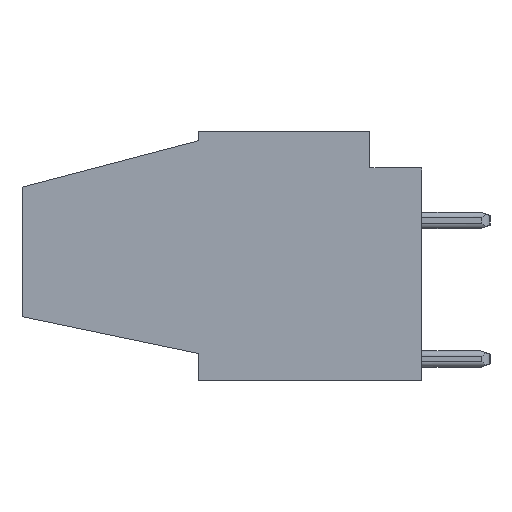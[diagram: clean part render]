
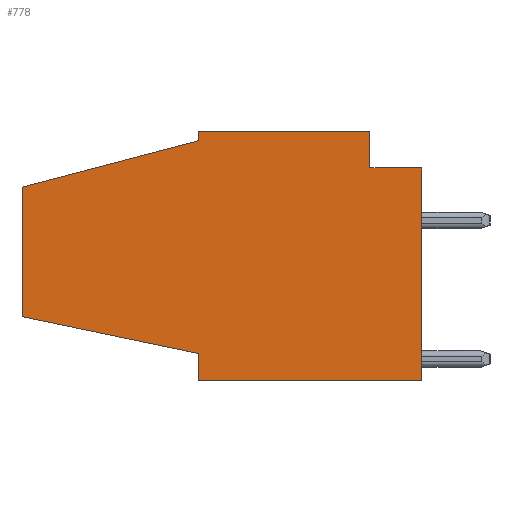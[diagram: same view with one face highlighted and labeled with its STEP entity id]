
A CAD part, left-side view. The second image highlights one B-rep face of the part: STEP entity #778.
In plain terms, the highlighted planar face has unit normal (-1, 0, 0).
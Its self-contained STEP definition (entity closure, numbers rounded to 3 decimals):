
#778 = ADVANCED_FACE( '', ( #1507 ), #1508, .F. );
#1507 = FACE_OUTER_BOUND( '', #2221, .T. );
#1508 = PLANE( '', #2222 );
#2221 = EDGE_LOOP( '', ( #4256, #4257, #4258, #4259, #4260, #4261, #4262, #4263, #4264, #4265 ) );
#2222 = AXIS2_PLACEMENT_3D( '', #4266, #4267, #4268 );
#4256 = ORIENTED_EDGE( '', *, *, #5334, .F. );
#4257 = ORIENTED_EDGE( '', *, *, #4790, .F. );
#4258 = ORIENTED_EDGE( '', *, *, #5446, .T. );
#4259 = ORIENTED_EDGE( '', *, *, #5247, .T. );
#4260 = ORIENTED_EDGE( '', *, *, #5056, .T. );
#4261 = ORIENTED_EDGE( '', *, *, #4893, .T. );
#4262 = ORIENTED_EDGE( '', *, *, #5331, .F. );
#4263 = ORIENTED_EDGE( '', *, *, #5238, .T. );
#4264 = ORIENTED_EDGE( '', *, *, #5447, .F. );
#4265 = ORIENTED_EDGE( '', *, *, #5235, .F. );
#4266 = CARTESIAN_POINT( '', ( 0., 51.003, -17.43 ) );
#4267 = DIRECTION( '', ( 1., 0., 0. ) );
#4268 = DIRECTION( '', ( 0., -1., 0. ) );
#4790 = EDGE_CURVE( '', #5852, #5854, #5855, .T. );
#4893 = EDGE_CURVE( '', #6035, #6033, #6036, .T. );
#5056 = EDGE_CURVE( '', #6279, #6035, #6283, .T. );
#5235 = EDGE_CURVE( '', #6545, #6541, #6547, .T. );
#5238 = EDGE_CURVE( '', #6552, #6550, #6553, .T. );
#5247 = EDGE_CURVE( '', #6564, #6279, #6565, .T. );
#5331 = EDGE_CURVE( '', #6552, #6033, #6662, .T. );
#5334 = EDGE_CURVE( '', #5854, #6545, #6665, .T. );
#5446 = EDGE_CURVE( '', #5852, #6564, #6792, .T. );
#5447 = EDGE_CURVE( '', #6541, #6550, #6793, .T. );
#5852 = VERTEX_POINT( '', #7420 );
#5854 = VERTEX_POINT( '', #7423 );
#5855 = LINE( '', #7424, #7425 );
#6033 = VERTEX_POINT( '', #7702 );
#6035 = VERTEX_POINT( '', #7705 );
#6036 = LINE( '', #7706, #7707 );
#6279 = VERTEX_POINT( '', #8103 );
#6283 = LINE( '', #8110, #8111 );
#6541 = VERTEX_POINT( '', #8549 );
#6545 = VERTEX_POINT( '', #8555 );
#6547 = LINE( '', #8558, #8559 );
#6550 = VERTEX_POINT( '', #8562 );
#6552 = VERTEX_POINT( '', #8565 );
#6553 = LINE( '', #8566, #8567 );
#6564 = VERTEX_POINT( '', #8582 );
#6565 = LINE( '', #8583, #8584 );
#6662 = LINE( '', #8738, #8739 );
#6665 = LINE( '', #8743, #8744 );
#6792 = LINE( '', #8942, #8943 );
#6793 = LINE( '', #8944, #8945 );
#7420 = CARTESIAN_POINT( '', ( 0., 16.4, 2.7 ) );
#7423 = CARTESIAN_POINT( '', ( 0., 3.8, 2.7 ) );
#7424 = CARTESIAN_POINT( '', ( 0., 7.836, 2.7 ) );
#7425 = VECTOR( '', #9204, 1000. );
#7702 = CARTESIAN_POINT( '', ( 0., 16.4, -13.6 ) );
#7705 = CARTESIAN_POINT( '', ( 0., 29.3, -10.9 ) );
#7706 = CARTESIAN_POINT( '', ( 0., 7.836, -15.393 ) );
#7707 = VECTOR( '', #9302, 1000. );
#8103 = CARTESIAN_POINT( '', ( 0., 29.3, -1.4 ) );
#8110 = CARTESIAN_POINT( '', ( 0., 29.3, -9.056 ) );
#8111 = VECTOR( '', #9480, 1000. );
#8549 = CARTESIAN_POINT( '', ( 0., 0., 0. ) );
#8555 = CARTESIAN_POINT( '', ( 0., 3.8, 0. ) );
#8558 = CARTESIAN_POINT( '', ( 0., 7.836, 0. ) );
#8559 = VECTOR( '', #9634, 1000. );
#8562 = CARTESIAN_POINT( '', ( 0., 0., -15.6 ) );
#8565 = CARTESIAN_POINT( '', ( 0., 16.4, -15.6 ) );
#8566 = CARTESIAN_POINT( '', ( 0., 7.836, -15.6 ) );
#8567 = VECTOR( '', #9636, 1000. );
#8582 = CARTESIAN_POINT( '', ( 0., 16.4, 2. ) );
#8583 = CARTESIAN_POINT( '', ( 0., 7.836, 4.257 ) );
#8584 = VECTOR( '', #9644, 1000. );
#8738 = CARTESIAN_POINT( '', ( 0., 16.4, -9.056 ) );
#8739 = VECTOR( '', #9717, 1000. );
#8743 = CARTESIAN_POINT( '', ( 0., 3.8, -9.056 ) );
#8744 = VECTOR( '', #9719, 1000. );
#8942 = CARTESIAN_POINT( '', ( 0., 16.4, -9.056 ) );
#8943 = VECTOR( '', #9794, 1000. );
#8944 = CARTESIAN_POINT( '', ( 0., 0., -9.056 ) );
#8945 = VECTOR( '', #9795, 1000. );
#9204 = DIRECTION( '', ( 0., -1., 0. ) );
#9302 = DIRECTION( '', ( 0., -0.979, -0.205 ) );
#9480 = DIRECTION( '', ( 0., 0., -1. ) );
#9634 = DIRECTION( '', ( 0., -1., 0. ) );
#9636 = DIRECTION( '', ( 0., -1., 0. ) );
#9644 = DIRECTION( '', ( 0., 0.967, -0.255 ) );
#9717 = DIRECTION( '', ( 0., 0., 1. ) );
#9719 = DIRECTION( '', ( 0., 0., -1. ) );
#9794 = DIRECTION( '', ( 0., 0., -1. ) );
#9795 = DIRECTION( '', ( 0., 0., -1. ) );
